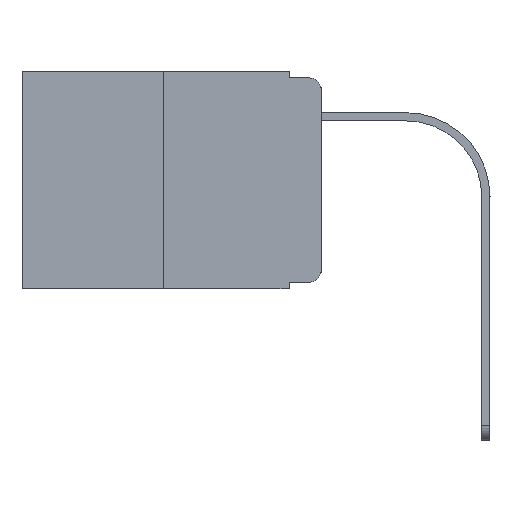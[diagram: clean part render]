
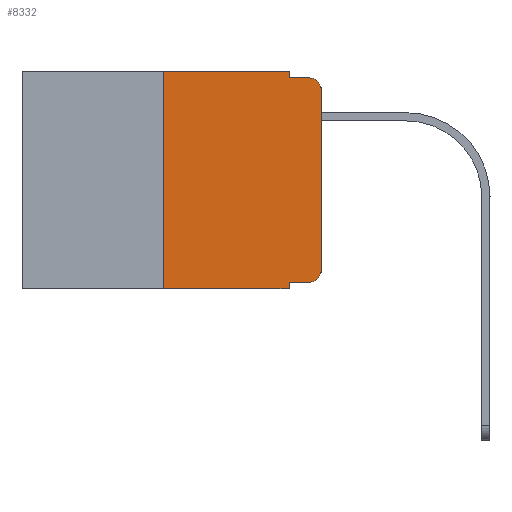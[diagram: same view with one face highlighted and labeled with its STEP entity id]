
A CAD part, left-side view. The second image highlights one B-rep face of the part: STEP entity #8332.
In plain terms, the highlighted planar face has unit normal (-1, 0, 0).
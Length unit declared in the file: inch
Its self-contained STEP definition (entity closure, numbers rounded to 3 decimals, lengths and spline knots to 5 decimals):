
#41 = CARTESIAN_POINT ( 'NONE',  ( 0., 0.051, -0.01 ) ) ;
#62 = CARTESIAN_POINT ( 'NONE',  ( 0., 0., 0. ) ) ;
#489 = LINE ( 'NONE', #4883, #5848 ) ;
#642 = CIRCLE ( 'NONE', #4106, 0.02 ) ;
#843 = CIRCLE ( 'NONE', #7044, 0.02 ) ;
#1013 = CARTESIAN_POINT ( 'NONE',  ( 0., 0.473, 0. ) ) ;
#1078 = VECTOR ( 'NONE', #9184, 39.37008 ) ;
#1430 = EDGE_CURVE ( 'NONE', #3435, #8283, #11173, .T. ) ;
#1686 = VECTOR ( 'NONE', #5936, 39.37008 ) ;
#1695 = CARTESIAN_POINT ( 'NONE',  ( 0., 0.02, -0.01 ) ) ;
#1798 = AXIS2_PLACEMENT_3D ( 'NONE', #1013, #4689, #1966 ) ;
#1943 = DIRECTION ( 'NONE',  ( 0., 0., -1. ) ) ;
#1952 = VERTEX_POINT ( 'NONE', #2642 ) ;
#1966 = DIRECTION ( 'NONE',  ( 0., 0., -1. ) ) ;
#2194 = CARTESIAN_POINT ( 'NONE',  ( 0., 0.051, -0.333 ) ) ;
#2290 = DIRECTION ( 'NONE',  ( 0., 0., 1. ) ) ;
#2340 = CARTESIAN_POINT ( 'NONE',  ( 0., 0.25, -0.343 ) ) ;
#2642 = CARTESIAN_POINT ( 'NONE',  ( 0., 0.051, -0.333 ) ) ;
#2712 = CARTESIAN_POINT ( 'NONE',  ( 0., 0.473, 0. ) ) ;
#2742 = EDGE_CURVE ( 'NONE', #9028, #11564, #6538, .T. ) ;
#3017 = VERTEX_POINT ( 'NONE', #10689 ) ;
#3168 = VECTOR ( 'NONE', #8396, 39.37008 ) ;
#3243 = ORIENTED_EDGE ( 'NONE', *, *, #5828, .T. ) ;
#3308 = VERTEX_POINT ( 'NONE', #4105 ) ;
#3396 = VECTOR ( 'NONE', #3905, 39.37008 ) ;
#3435 = VERTEX_POINT ( 'NONE', #2340 ) ;
#3596 = EDGE_CURVE ( 'NONE', #11564, #6176, #5716, .T. ) ;
#3636 = CARTESIAN_POINT ( 'NONE',  ( 0., 0.473, -0.343 ) ) ;
#3905 = DIRECTION ( 'NONE',  ( 0., 0., -1. ) ) ;
#3995 = CARTESIAN_POINT ( 'NONE',  ( 0., 0.051, 0. ) ) ;
#4080 = DIRECTION ( 'NONE',  ( -1., 0., 0. ) ) ;
#4088 = ORIENTED_EDGE ( 'NONE', *, *, #6239, .F. ) ;
#4099 = ORIENTED_EDGE ( 'NONE', *, *, #4957, .T. ) ;
#4105 = CARTESIAN_POINT ( 'NONE',  ( 0., 0., -0.313 ) ) ;
#4106 = AXIS2_PLACEMENT_3D ( 'NONE', #8417, #11129, #1943 ) ;
#4206 = DIRECTION ( 'NONE',  ( 0., -1., 0. ) ) ;
#4320 = ORIENTED_EDGE ( 'NONE', *, *, #11791, .T. ) ;
#4486 = EDGE_CURVE ( 'NONE', #3435, #9028, #489, .T. ) ;
#4538 = CARTESIAN_POINT ( 'NONE',  ( 0., 0.25, 0. ) ) ;
#4689 = DIRECTION ( 'NONE',  ( 1., 0., 0. ) ) ;
#4883 = CARTESIAN_POINT ( 'NONE',  ( 0., 0.25, 0. ) ) ;
#4957 = EDGE_CURVE ( 'NONE', #3017, #3308, #642, .T. ) ;
#5314 = VECTOR ( 'NONE', #10231, 39.37008 ) ;
#5410 = EDGE_CURVE ( 'NONE', #1952, #8283, #9588, .T. ) ;
#5473 = CARTESIAN_POINT ( 'NONE',  ( 0., 0.051, -0.343 ) ) ;
#5591 = PLANE ( 'NONE',  #1798 ) ;
#5716 = LINE ( 'NONE', #5833, #3396 ) ;
#5828 = EDGE_CURVE ( 'NONE', #1952, #3017, #6064, .T. ) ;
#5833 = CARTESIAN_POINT ( 'NONE',  ( 0., 0.051, 0. ) ) ;
#5848 = VECTOR ( 'NONE', #2290, 39.37008 ) ;
#5936 = DIRECTION ( 'NONE',  ( 0., -1., 0. ) ) ;
#5947 = ORIENTED_EDGE ( 'NONE', *, *, #3596, .F. ) ;
#6064 = LINE ( 'NONE', #2194, #6885 ) ;
#6176 = VERTEX_POINT ( 'NONE', #41 ) ;
#6239 = EDGE_CURVE ( 'NONE', #6176, #11434, #9555, .T. ) ;
#6538 = LINE ( 'NONE', #2712, #1078 ) ;
#6885 = VECTOR ( 'NONE', #4206, 39.37008 ) ;
#6981 = CARTESIAN_POINT ( 'NONE',  ( 0., 0.051, 0. ) ) ;
#7044 = AXIS2_PLACEMENT_3D ( 'NONE', #7512, #4080, #7752 ) ;
#7101 = ORIENTED_EDGE ( 'NONE', *, *, #4486, .F. ) ;
#7342 = FACE_OUTER_BOUND ( 'NONE', #8856, .T. ) ;
#7512 = CARTESIAN_POINT ( 'NONE',  ( 0., 0.02, -0.03 ) ) ;
#7706 = DIRECTION ( 'NONE',  ( 0., 0., -1. ) ) ;
#7752 = DIRECTION ( 'NONE',  ( 0., 0., -1. ) ) ;
#7932 = ORIENTED_EDGE ( 'NONE', *, *, #2742, .F. ) ;
#8058 = ORIENTED_EDGE ( 'NONE', *, *, #1430, .T. ) ;
#8283 = VERTEX_POINT ( 'NONE', #5473 ) ;
#8332 = ADVANCED_FACE ( 'NONE', ( #7342 ), #5591, .F. ) ;
#8396 = DIRECTION ( 'NONE',  ( 0., -1., 0. ) ) ;
#8417 = CARTESIAN_POINT ( 'NONE',  ( 0., 0.02, -0.313 ) ) ;
#8856 = EDGE_LOOP ( 'NONE', ( #4320, #10707, #4088, #5947, #7932, #7101, #8058, #9194, #3243, #4099 ) ) ;
#9028 = VERTEX_POINT ( 'NONE', #4538 ) ;
#9088 = VERTEX_POINT ( 'NONE', #11227 ) ;
#9184 = DIRECTION ( 'NONE',  ( 0., -1., 0. ) ) ;
#9194 = ORIENTED_EDGE ( 'NONE', *, *, #5410, .F. ) ;
#9323 = LINE ( 'NONE', #62, #5314 ) ;
#9450 = EDGE_CURVE ( 'NONE', #9088, #11434, #843, .T. ) ;
#9555 = LINE ( 'NONE', #9617, #1686 ) ;
#9588 = LINE ( 'NONE', #6981, #9610 ) ;
#9610 = VECTOR ( 'NONE', #7706, 39.37008 ) ;
#9617 = CARTESIAN_POINT ( 'NONE',  ( 0., 0.051, -0.01 ) ) ;
#10231 = DIRECTION ( 'NONE',  ( 0., 0., 1. ) ) ;
#10689 = CARTESIAN_POINT ( 'NONE',  ( 0., 0.02, -0.333 ) ) ;
#10707 = ORIENTED_EDGE ( 'NONE', *, *, #9450, .T. ) ;
#11129 = DIRECTION ( 'NONE',  ( -1., 0., 0. ) ) ;
#11173 = LINE ( 'NONE', #3636, #3168 ) ;
#11227 = CARTESIAN_POINT ( 'NONE',  ( 0., 0., -0.03 ) ) ;
#11434 = VERTEX_POINT ( 'NONE', #1695 ) ;
#11564 = VERTEX_POINT ( 'NONE', #3995 ) ;
#11791 = EDGE_CURVE ( 'NONE', #3308, #9088, #9323, .T. ) ;
